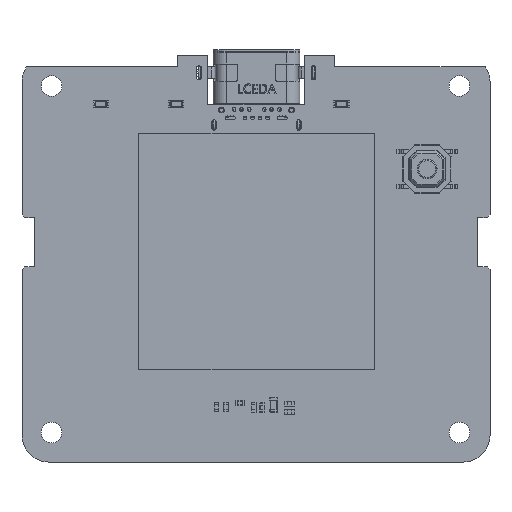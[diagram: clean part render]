
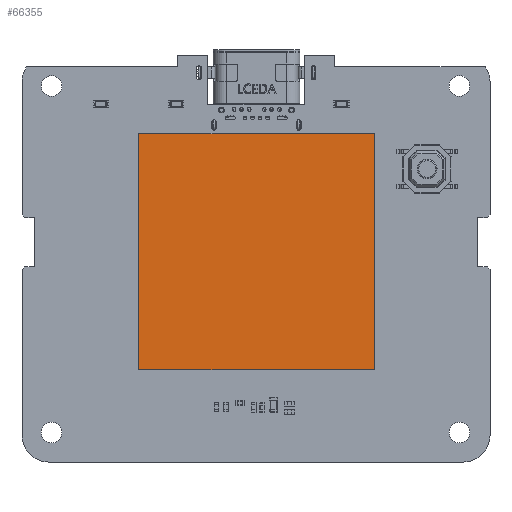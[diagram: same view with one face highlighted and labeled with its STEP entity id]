
A CAD part, top view. The second image highlights one B-rep face of the part: STEP entity #66355.
In plain terms, the highlighted planar face has unit normal (0, 0, 1).
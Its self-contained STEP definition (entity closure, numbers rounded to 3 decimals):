
#66226 = VERTEX_POINT('',#66227);
#66227 = CARTESIAN_POINT('',(-12.51,12.51,2.));
#66233 = EDGE_CURVE('',#66226,#66234,#66236,.T.);
#66234 = VERTEX_POINT('',#66235);
#66235 = CARTESIAN_POINT('',(12.51,12.51,2.));
#66236 = LINE('',#66237,#66238);
#66237 = CARTESIAN_POINT('',(-12.51,12.51,2.));
#66238 = VECTOR('',#66239,1.);
#66239 = DIRECTION('',(1.,0.,0.));
#66264 = EDGE_CURVE('',#66234,#66265,#66267,.T.);
#66265 = VERTEX_POINT('',#66266);
#66266 = CARTESIAN_POINT('',(12.51,-12.51,2.));
#66267 = LINE('',#66268,#66269);
#66268 = CARTESIAN_POINT('',(12.51,12.51,2.));
#66269 = VECTOR('',#66270,1.);
#66270 = DIRECTION('',(0.,-1.,0.));
#66295 = EDGE_CURVE('',#66265,#66296,#66298,.T.);
#66296 = VERTEX_POINT('',#66297);
#66297 = CARTESIAN_POINT('',(-12.51,-12.51,2.));
#66298 = LINE('',#66299,#66300);
#66299 = CARTESIAN_POINT('',(12.51,-12.51,2.));
#66300 = VECTOR('',#66301,1.);
#66301 = DIRECTION('',(-1.,0.,0.));
#66326 = EDGE_CURVE('',#66296,#66226,#66327,.T.);
#66327 = LINE('',#66328,#66329);
#66328 = CARTESIAN_POINT('',(-12.51,-12.51,2.));
#66329 = VECTOR('',#66330,1.);
#66330 = DIRECTION('',(0.,1.,0.));
#66355 = ADVANCED_FACE('',(#66356),#66362,.T.);
#66356 = FACE_BOUND('',#66357,.F.);
#66357 = EDGE_LOOP('',(#66358,#66359,#66360,#66361));
#66358 = ORIENTED_EDGE('',*,*,#66233,.T.);
#66359 = ORIENTED_EDGE('',*,*,#66264,.T.);
#66360 = ORIENTED_EDGE('',*,*,#66295,.T.);
#66361 = ORIENTED_EDGE('',*,*,#66326,.T.);
#66362 = PLANE('',#66363);
#66363 = AXIS2_PLACEMENT_3D('',#66364,#66365,#66366);
#66364 = CARTESIAN_POINT('',(-12.51,12.51,2.));
#66365 = DIRECTION('',(0.,0.,1.));
#66366 = DIRECTION('',(1.,0.,0.));
